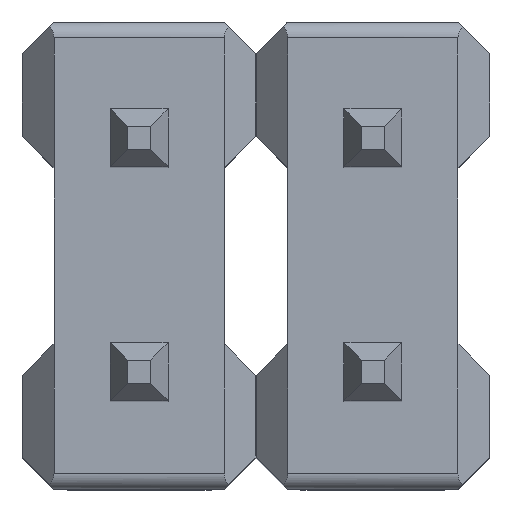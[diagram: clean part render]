
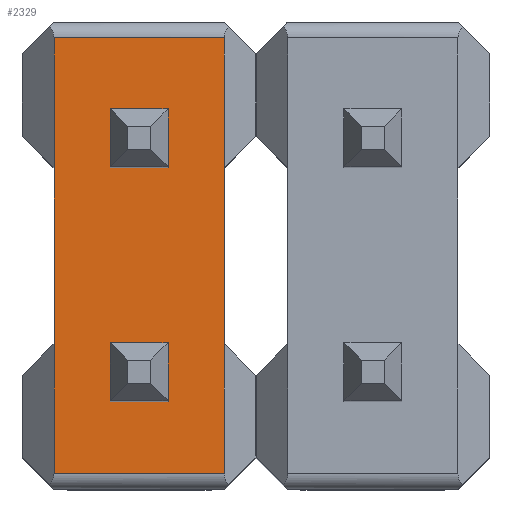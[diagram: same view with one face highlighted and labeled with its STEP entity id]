
A CAD part, top view. The second image highlights one B-rep face of the part: STEP entity #2329.
In plain terms, the highlighted planar face has unit normal (0, 0, 1).
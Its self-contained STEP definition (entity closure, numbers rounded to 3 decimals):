
#33=FACE_BOUND('',#218,.T.);
#34=FACE_BOUND('',#219,.T.);
#81=FACE_OUTER_BOUND('',#217,.T.);
#217=EDGE_LOOP('',(#1617,#1618,#1619,#1620,#1621,#1622,#1623,#1624));
#218=EDGE_LOOP('',(#1625,#1626,#1627,#1628));
#219=EDGE_LOOP('',(#1629,#1630,#1631,#1632));
#389=LINE('',#3350,#705);
#390=LINE('',#3352,#706);
#391=LINE('',#3354,#707);
#392=LINE('',#3356,#708);
#393=LINE('',#3358,#709);
#394=LINE('',#3360,#710);
#395=LINE('',#3362,#711);
#396=LINE('',#3363,#712);
#397=LINE('',#3366,#713);
#398=LINE('',#3368,#714);
#399=LINE('',#3370,#715);
#400=LINE('',#3371,#716);
#401=LINE('',#3374,#717);
#402=LINE('',#3376,#718);
#403=LINE('',#3378,#719);
#404=LINE('',#3379,#720);
#705=VECTOR('',#2724,10.);
#706=VECTOR('',#2725,10.);
#707=VECTOR('',#2726,10.);
#708=VECTOR('',#2727,10.);
#709=VECTOR('',#2728,10.);
#710=VECTOR('',#2729,10.);
#711=VECTOR('',#2730,10.);
#712=VECTOR('',#2731,10.);
#713=VECTOR('',#2732,10.);
#714=VECTOR('',#2733,10.);
#715=VECTOR('',#2734,10.);
#716=VECTOR('',#2735,10.);
#717=VECTOR('',#2736,10.);
#718=VECTOR('',#2737,10.);
#719=VECTOR('',#2738,10.);
#720=VECTOR('',#2739,10.);
#997=VERTEX_POINT('',#3348);
#998=VERTEX_POINT('',#3349);
#999=VERTEX_POINT('',#3351);
#1000=VERTEX_POINT('',#3353);
#1001=VERTEX_POINT('',#3355);
#1002=VERTEX_POINT('',#3357);
#1003=VERTEX_POINT('',#3359);
#1004=VERTEX_POINT('',#3361);
#1005=VERTEX_POINT('',#3364);
#1006=VERTEX_POINT('',#3365);
#1007=VERTEX_POINT('',#3367);
#1008=VERTEX_POINT('',#3369);
#1009=VERTEX_POINT('',#3372);
#1010=VERTEX_POINT('',#3373);
#1011=VERTEX_POINT('',#3375);
#1012=VERTEX_POINT('',#3377);
#1229=EDGE_CURVE('',#997,#998,#389,.T.);
#1230=EDGE_CURVE('',#998,#999,#390,.T.);
#1231=EDGE_CURVE('',#999,#1000,#391,.T.);
#1232=EDGE_CURVE('',#1000,#1001,#392,.T.);
#1233=EDGE_CURVE('',#1001,#1002,#393,.T.);
#1234=EDGE_CURVE('',#1002,#1003,#394,.T.);
#1235=EDGE_CURVE('',#1003,#1004,#395,.T.);
#1236=EDGE_CURVE('',#1004,#997,#396,.T.);
#1237=EDGE_CURVE('',#1005,#1006,#397,.T.);
#1238=EDGE_CURVE('',#1006,#1007,#398,.T.);
#1239=EDGE_CURVE('',#1007,#1008,#399,.T.);
#1240=EDGE_CURVE('',#1008,#1005,#400,.T.);
#1241=EDGE_CURVE('',#1009,#1010,#401,.T.);
#1242=EDGE_CURVE('',#1010,#1011,#402,.T.);
#1243=EDGE_CURVE('',#1011,#1012,#403,.T.);
#1244=EDGE_CURVE('',#1012,#1009,#404,.T.);
#1617=ORIENTED_EDGE('',*,*,#1229,.T.);
#1618=ORIENTED_EDGE('',*,*,#1230,.T.);
#1619=ORIENTED_EDGE('',*,*,#1231,.T.);
#1620=ORIENTED_EDGE('',*,*,#1232,.T.);
#1621=ORIENTED_EDGE('',*,*,#1233,.T.);
#1622=ORIENTED_EDGE('',*,*,#1234,.T.);
#1623=ORIENTED_EDGE('',*,*,#1235,.T.);
#1624=ORIENTED_EDGE('',*,*,#1236,.T.);
#1625=ORIENTED_EDGE('',*,*,#1237,.T.);
#1626=ORIENTED_EDGE('',*,*,#1238,.T.);
#1627=ORIENTED_EDGE('',*,*,#1239,.T.);
#1628=ORIENTED_EDGE('',*,*,#1240,.T.);
#1629=ORIENTED_EDGE('',*,*,#1241,.T.);
#1630=ORIENTED_EDGE('',*,*,#1242,.T.);
#1631=ORIENTED_EDGE('',*,*,#1243,.T.);
#1632=ORIENTED_EDGE('',*,*,#1244,.T.);
#2197=PLANE('',#2484);
#2329=ADVANCED_FACE('',(#81,#33,#34),#2197,.T.);
#2484=AXIS2_PLACEMENT_3D('',#3347,#2722,#2723);
#2722=DIRECTION('center_axis',(0.,0.,1.));
#2723=DIRECTION('ref_axis',(-1.,0.,0.));
#2724=DIRECTION('',(1.,0.,0.));
#2725=DIRECTION('',(0.,1.,0.));
#2726=DIRECTION('',(0.,1.,0.));
#2727=DIRECTION('',(0.,1.,0.));
#2728=DIRECTION('',(-1.,0.,0.));
#2729=DIRECTION('',(0.,-1.,0.));
#2730=DIRECTION('',(0.,-1.,0.));
#2731=DIRECTION('',(0.,-1.,0.));
#2732=DIRECTION('',(-1.,0.,0.));
#2733=DIRECTION('',(0.,1.,0.));
#2734=DIRECTION('',(1.,0.,0.));
#2735=DIRECTION('',(0.,-1.,0.));
#2736=DIRECTION('',(1.,0.,0.));
#2737=DIRECTION('',(0.,-1.,0.));
#2738=DIRECTION('',(-1.,0.,0.));
#2739=DIRECTION('',(0.,1.,0.));
#3347=CARTESIAN_POINT('Origin',(0.327,-2.415,2.8));
#3348=CARTESIAN_POINT('',(0.345,-2.367,2.8));
#3349=CARTESIAN_POINT('',(2.195,-2.367,2.8));
#3350=CARTESIAN_POINT('',(0.345,-2.367,2.8));
#3351=CARTESIAN_POINT('',(2.195,-0.955,2.8));
#3352=CARTESIAN_POINT('',(2.195,-2.367,2.8));
#3353=CARTESIAN_POINT('',(2.195,0.955,2.8));
#3354=CARTESIAN_POINT('',(2.195,-0.955,2.8));
#3355=CARTESIAN_POINT('',(2.195,2.367,2.8));
#3356=CARTESIAN_POINT('',(2.195,0.955,2.8));
#3357=CARTESIAN_POINT('',(0.345,2.367,2.8));
#3358=CARTESIAN_POINT('',(2.195,2.367,2.8));
#3359=CARTESIAN_POINT('',(0.345,0.955,2.8));
#3360=CARTESIAN_POINT('',(0.345,2.367,2.8));
#3361=CARTESIAN_POINT('',(0.345,-0.955,2.8));
#3362=CARTESIAN_POINT('',(0.345,0.955,2.8));
#3363=CARTESIAN_POINT('',(0.345,-0.955,2.8));
#3364=CARTESIAN_POINT('',(1.585,-1.585,2.8));
#3365=CARTESIAN_POINT('',(0.955,-1.585,2.8));
#3366=CARTESIAN_POINT('',(1.585,-1.585,2.8));
#3367=CARTESIAN_POINT('',(0.955,-0.955,2.8));
#3368=CARTESIAN_POINT('',(0.955,-1.585,2.8));
#3369=CARTESIAN_POINT('',(1.585,-0.955,2.8));
#3370=CARTESIAN_POINT('',(0.955,-0.955,2.8));
#3371=CARTESIAN_POINT('',(1.585,-0.955,2.8));
#3372=CARTESIAN_POINT('',(0.955,1.585,2.8));
#3373=CARTESIAN_POINT('',(1.585,1.585,2.8));
#3374=CARTESIAN_POINT('',(0.955,1.585,2.8));
#3375=CARTESIAN_POINT('',(1.585,0.955,2.8));
#3376=CARTESIAN_POINT('',(1.585,1.585,2.8));
#3377=CARTESIAN_POINT('',(0.955,0.955,2.8));
#3378=CARTESIAN_POINT('',(1.585,0.955,2.8));
#3379=CARTESIAN_POINT('',(0.955,0.955,2.8));
